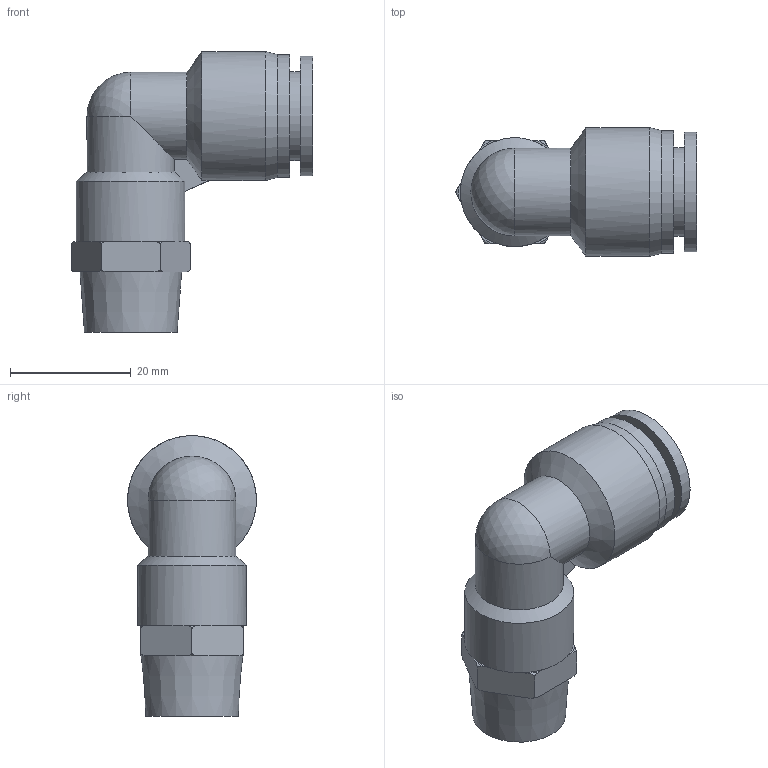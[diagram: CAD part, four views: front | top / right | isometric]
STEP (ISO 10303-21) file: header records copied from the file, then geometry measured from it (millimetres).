
FILE_DESCRIPTION(/* description */ (''),/* implementation_level */ '2;1');
FILE_NAME(/* name */ 'PL12-3-8PT.stp',/* time_stamp */ '2025-06-16T09:17:13-04:00',/* author */ ('esanner'),/* organization */ (''),/* preprocessor_version */ 'ST-DEVELOPER v19',/* originating_system */ 'AutoCAD Mechanical',/* authorisation */ '');
FILE_SCHEMA (('AUTOMOTIVE_DESIGN { 1 0 10303 214 3 1 1 }'));
Length unit declared in the file: millimetre
Products named in the file (1): Product
Bounding box: 39.87 x 21.3 x 46.4 mm (x, y, z)
Volume: 7643.9 mm3; surface area: 6982.9 mm2
Topology: 1 solids, 1 shells, 59 faces, 143 edges, 92 vertices
Faces by surface type: plane 30, torus 12, cylinder 11, cone 4, sphere 2
Full cylindrical faces by diameter (mm): 11.8 x1, 12.2 x2, 14.7 x1, 14.9 x1, 18 x1, 19.8 x1, 20.3 x1, 21.3 x1
Entity records: 2120 total; most frequent: CARTESIAN_POINT 711, DIRECTION 295, ORIENTED_EDGE 286, EDGE_CURVE 143, AXIS2_PLACEMENT_3D 120, VERTEX_POINT 91, EDGE_LOOP 66, FACE_OUTER_BOUND 59
